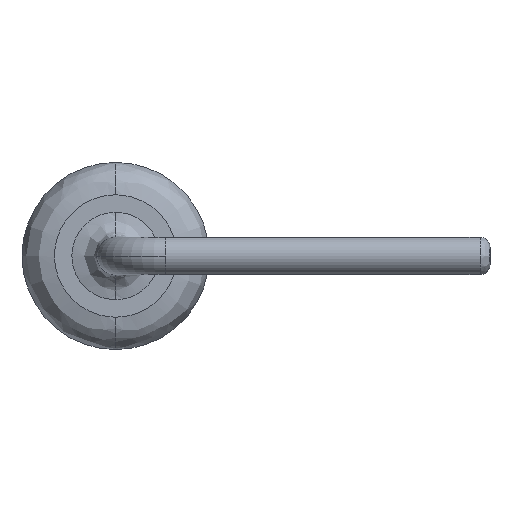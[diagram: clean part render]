
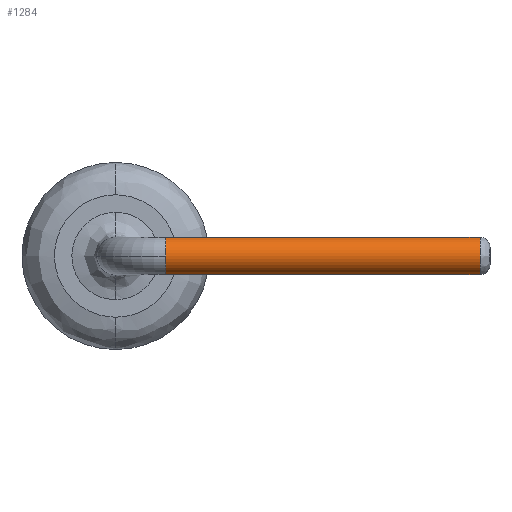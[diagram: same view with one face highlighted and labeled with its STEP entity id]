
A CAD part, left-side view. The second image highlights one B-rep face of the part: STEP entity #1284.
In plain terms, the highlighted cylindrical face has radius 0.375 mm (diameter 0.75 mm), a partial arc.
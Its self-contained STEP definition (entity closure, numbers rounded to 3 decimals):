
#77 = CIRCLE ( 'NONE', #2322, 0.375 ) ;
#81 = VERTEX_POINT ( 'NONE', #650 ) ;
#134 = AXIS2_PLACEMENT_3D ( 'NONE', #2755, #1568, #386 ) ;
#348 = DIRECTION ( 'NONE',  ( 0., 1., 0. ) ) ;
#386 = DIRECTION ( 'NONE',  ( 0., 0., 1. ) ) ;
#501 = ORIENTED_EDGE ( 'NONE', *, *, #1674, .F. ) ;
#506 = DIRECTION ( 'NONE',  ( 0., 0., 1. ) ) ;
#556 = CIRCLE ( 'NONE', #2692, 0.375 ) ;
#584 = LINE ( 'NONE', #1314, #1017 ) ;
#617 = LINE ( 'NONE', #1569, #1199 ) ;
#638 = EDGE_CURVE ( 'NONE', #2573, #1482, #77, .T. ) ;
#650 = CARTESIAN_POINT ( 'NONE',  ( -6.35, 6.5, 0.375 ) ) ;
#693 = EDGE_CURVE ( 'NONE', #2573, #1052, #584, .T. ) ;
#940 = CARTESIAN_POINT ( 'NONE',  ( -6.725, 6.5, 0. ) ) ;
#1017 = VECTOR ( 'NONE', #348, 1000. ) ;
#1052 = VERTEX_POINT ( 'NONE', #1359 ) ;
#1154 = EDGE_CURVE ( 'NONE', #1052, #1512, #2966, .T. ) ;
#1199 = VECTOR ( 'NONE', #2297, 1000. ) ;
#1251 = ORIENTED_EDGE ( 'NONE', *, *, #638, .T. ) ;
#1262 = CARTESIAN_POINT ( 'NONE',  ( -6.35, 0., 0. ) ) ;
#1278 = CARTESIAN_POINT ( 'NONE',  ( -6.35, 6.5, 0. ) ) ;
#1284 = ADVANCED_FACE ( 'NONE', ( #1413 ), #1369, .T. ) ;
#1314 = CARTESIAN_POINT ( 'NONE',  ( -6.35, 0., -0.375 ) ) ;
#1359 = CARTESIAN_POINT ( 'NONE',  ( -6.35, 6.5, -0.375 ) ) ;
#1369 = CYLINDRICAL_SURFACE ( 'NONE', #1771, 0.375 ) ;
#1413 = FACE_OUTER_BOUND ( 'NONE', #1886, .T. ) ;
#1444 = CARTESIAN_POINT ( 'NONE',  ( -6.35, 0.2, -0.375 ) ) ;
#1482 = VERTEX_POINT ( 'NONE', #3016 ) ;
#1512 = VERTEX_POINT ( 'NONE', #940 ) ;
#1568 = DIRECTION ( 'NONE',  ( 0., 1., 0. ) ) ;
#1569 = CARTESIAN_POINT ( 'NONE',  ( -6.35, 0., 0.375 ) ) ;
#1655 = DIRECTION ( 'NONE',  ( 0., 0., 1. ) ) ;
#1674 = EDGE_CURVE ( 'NONE', #1512, #81, #556, .T. ) ;
#1771 = AXIS2_PLACEMENT_3D ( 'NONE', #1262, #2229, #1655 ) ;
#1886 = EDGE_LOOP ( 'NONE', ( #2245, #1251, #2686, #501, #2772 ) ) ;
#1975 = EDGE_CURVE ( 'NONE', #1482, #81, #617, .T. ) ;
#2063 = DIRECTION ( 'NONE',  ( 0., 0., 1. ) ) ;
#2229 = DIRECTION ( 'NONE',  ( 0., 1., 0. ) ) ;
#2245 = ORIENTED_EDGE ( 'NONE', *, *, #693, .F. ) ;
#2297 = DIRECTION ( 'NONE',  ( 0., 1., 0. ) ) ;
#2322 = AXIS2_PLACEMENT_3D ( 'NONE', #2979, #2701, #2063 ) ;
#2573 = VERTEX_POINT ( 'NONE', #1444 ) ;
#2631 = DIRECTION ( 'NONE',  ( 0., 1., 0. ) ) ;
#2686 = ORIENTED_EDGE ( 'NONE', *, *, #1975, .T. ) ;
#2692 = AXIS2_PLACEMENT_3D ( 'NONE', #1278, #2631, #506 ) ;
#2701 = DIRECTION ( 'NONE',  ( 0., 1., 0. ) ) ;
#2755 = CARTESIAN_POINT ( 'NONE',  ( -6.35, 6.5, 0. ) ) ;
#2772 = ORIENTED_EDGE ( 'NONE', *, *, #1154, .F. ) ;
#2966 = CIRCLE ( 'NONE', #134, 0.375 ) ;
#2979 = CARTESIAN_POINT ( 'NONE',  ( -6.35, 0.2, 0. ) ) ;
#3016 = CARTESIAN_POINT ( 'NONE',  ( -6.35, 0.2, 0.375 ) ) ;
